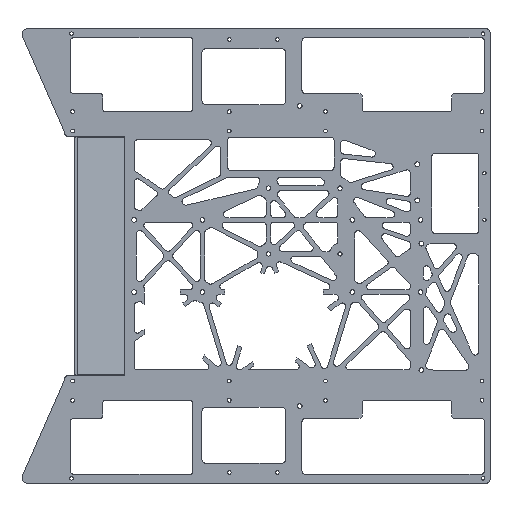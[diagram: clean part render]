
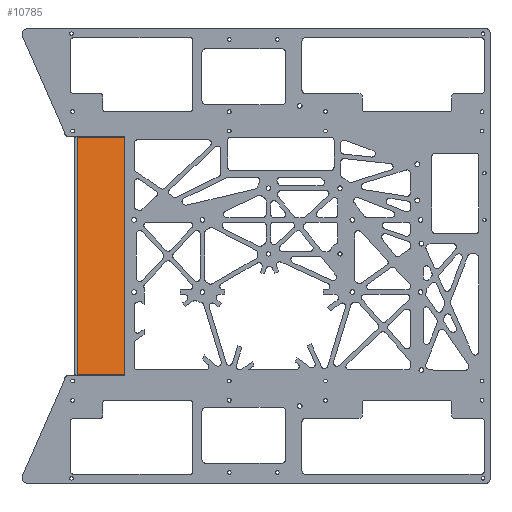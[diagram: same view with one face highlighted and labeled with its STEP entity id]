
A CAD part, left-side view. The second image highlights one B-rep face of the part: STEP entity #10785.
In plain terms, the highlighted planar face has unit normal (-0.858, -0.514, 0).
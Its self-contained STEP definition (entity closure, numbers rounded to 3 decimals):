
#229=PLANE('',#11997);
#478=FACE_OUTER_BOUND('',#1217,.T.);
#1217=EDGE_LOOP('',(#8367,#8368,#8369,#8370));
#2023=LINE('',#17156,#3030);
#2236=LINE('',#18235,#3243);
#2239=LINE('',#18241,#3246);
#2240=LINE('',#18242,#3247);
#3030=VECTOR('',#13529,10.);
#3243=VECTOR('',#14364,10.);
#3246=VECTOR('',#14371,10.);
#3247=VECTOR('',#14372,10.);
#4977=VERTEX_POINT('',#17153);
#4978=VERTEX_POINT('',#17155);
#5479=VERTEX_POINT('',#18233);
#5480=VERTEX_POINT('',#18240);
#6105=EDGE_CURVE('',#4977,#4978,#2023,.T.);
#6628=EDGE_CURVE('',#4977,#5479,#2236,.T.);
#6631=EDGE_CURVE('',#5479,#5480,#2239,.T.);
#6632=EDGE_CURVE('',#5480,#4978,#2240,.T.);
#8367=ORIENTED_EDGE('',*,*,#6628,.T.);
#8368=ORIENTED_EDGE('',*,*,#6631,.T.);
#8369=ORIENTED_EDGE('',*,*,#6632,.T.);
#8370=ORIENTED_EDGE('',*,*,#6105,.F.);
#10785=ADVANCED_FACE('',(#478),#229,.T.);
#11997=AXIS2_PLACEMENT_3D('',#18239,#14369,#14370);
#13529=DIRECTION('',(0.,0.,-1.));
#14364=DIRECTION('',(-0.514,0.858,0.));
#14369=DIRECTION('center_axis',(-0.858,-0.514,0.));
#14370=DIRECTION('ref_axis',(-0.514,0.858,0.));
#14371=DIRECTION('',(0.,0.,-1.));
#14372=DIRECTION('',(0.514,-0.858,0.));
#17153=CARTESIAN_POINT('',(0.,321.597,-79.));
#17155=CARTESIAN_POINT('',(0.,321.597,-291.));
#17156=CARTESIAN_POINT('',(0.,321.597,-83.5));
#18233=CARTESIAN_POINT('',(-25.247,363.689,-79.));
#18235=CARTESIAN_POINT('',(-6.588,332.58,-79.));
#18239=CARTESIAN_POINT('Origin',(0.,321.597,18.));
#18240=CARTESIAN_POINT('',(-25.247,363.689,-291.));
#18241=CARTESIAN_POINT('',(-25.247,363.689,18.));
#18242=CARTESIAN_POINT('',(-6.588,332.58,-291.));
